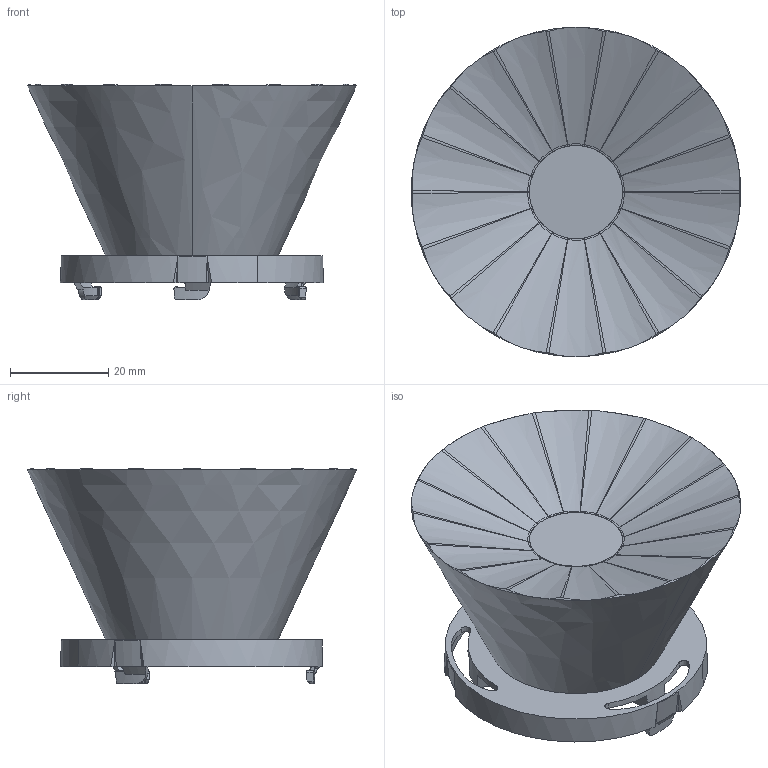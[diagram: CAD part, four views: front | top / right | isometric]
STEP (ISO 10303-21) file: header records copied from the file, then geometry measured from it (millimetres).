
FILE_DESCRIPTION (( 'STEP AP203' ), '1' );
FILE_NAME ('60029_Rev-1_Fortimo_NB_Customer.STEP', '2018-03-19T11:43:47', ( '' ), ( '' ), 'SwSTEP 2.0', 'SolidWorks 2017', '' );
FILE_SCHEMA (( 'CONFIG_CONTROL_DESIGN' ));
Length unit declared in the file: millimetre
Products named in the file (3): 60056_Rev-1_ FORT_SI_NB_Customer; 60004_Rev-1_FortimoHolder; 60029_Rev-1_Fortimo_NB_Customer
Assembly tree (2 placements, depth 2):
  60029_Rev-1_Fortimo_NB_Customer
    60056_Rev-1_ FORT_SI_NB_Customer
    60004_Rev-1_FortimoHolder
Bounding box: 66.89 x 67 x 43.87 mm (x, y, z)
Volume: 59705.6 mm3; surface area: 17829.4 mm2
Topology: 2 solids, 2 shells, 629 faces, 1692 edges, 1092 vertices
Faces by surface type: plane 279, bspline 215, cone 106, cylinder 25, torus 4
Entity records: 27992 total; most frequent: CARTESIAN_POINT 14071, ORIENTED_EDGE 3368, DIRECTION 2037, EDGE_CURVE 1684, VERTEX_POINT 1092, B_SPLINE_CURVE_WITH_KNOTS 750, AXIS2_PLACEMENT_3D 723, EDGE_LOOP 670
